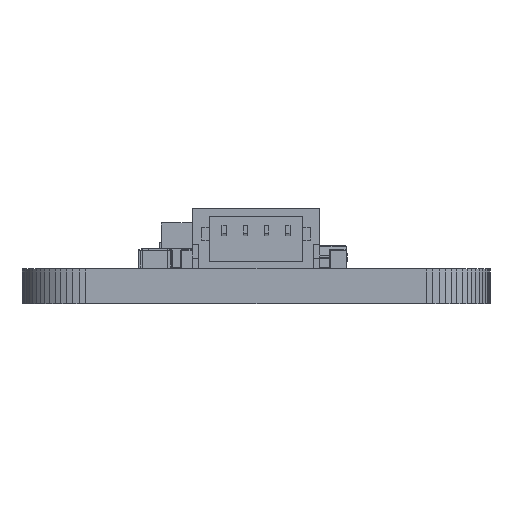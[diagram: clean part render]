
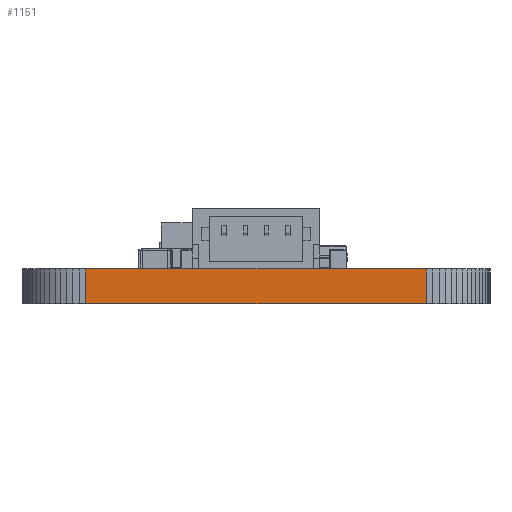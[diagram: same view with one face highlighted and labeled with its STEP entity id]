
A CAD part, left-side view. The second image highlights one B-rep face of the part: STEP entity #1151.
In plain terms, the highlighted planar face has unit normal (-1, 0, 0).
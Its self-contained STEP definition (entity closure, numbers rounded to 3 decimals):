
#1095 = VERTEX_POINT('',#1096);
#1096 = CARTESIAN_POINT('',(-6.,-3.,0.82));
#1102 = EDGE_CURVE('',#1103,#1095,#1105,.T.);
#1103 = VERTEX_POINT('',#1104);
#1104 = CARTESIAN_POINT('',(-6.,-3.,-0.82));
#1105 = LINE('',#1106,#1107);
#1106 = CARTESIAN_POINT('',(-6.,-3.,-0.82));
#1107 = VECTOR('',#1108,1.);
#1108 = DIRECTION('',(0.,0.,1.));
#1151 = ADVANCED_FACE('',(#1152),#1177,.F.);
#1152 = FACE_BOUND('',#1153,.F.);
#1153 = EDGE_LOOP('',(#1154,#1155,#1163,#1171));
#1154 = ORIENTED_EDGE('',*,*,#1102,.T.);
#1155 = ORIENTED_EDGE('',*,*,#1156,.T.);
#1156 = EDGE_CURVE('',#1095,#1157,#1159,.T.);
#1157 = VERTEX_POINT('',#1158);
#1158 = CARTESIAN_POINT('',(-6.,-19.,0.82));
#1159 = LINE('',#1160,#1161);
#1160 = CARTESIAN_POINT('',(-6.,-3.,0.82));
#1161 = VECTOR('',#1162,1.);
#1162 = DIRECTION('',(0.,-1.,0.));
#1163 = ORIENTED_EDGE('',*,*,#1164,.F.);
#1164 = EDGE_CURVE('',#1165,#1157,#1167,.T.);
#1165 = VERTEX_POINT('',#1166);
#1166 = CARTESIAN_POINT('',(-6.,-19.,-0.82));
#1167 = LINE('',#1168,#1169);
#1168 = CARTESIAN_POINT('',(-6.,-19.,-0.82));
#1169 = VECTOR('',#1170,1.);
#1170 = DIRECTION('',(0.,0.,1.));
#1171 = ORIENTED_EDGE('',*,*,#1172,.F.);
#1172 = EDGE_CURVE('',#1103,#1165,#1173,.T.);
#1173 = LINE('',#1174,#1175);
#1174 = CARTESIAN_POINT('',(-6.,-3.,-0.82));
#1175 = VECTOR('',#1176,1.);
#1176 = DIRECTION('',(0.,-1.,0.));
#1177 = PLANE('',#1178);
#1178 = AXIS2_PLACEMENT_3D('',#1179,#1180,#1181);
#1179 = CARTESIAN_POINT('',(-6.,-3.,-0.82));
#1180 = DIRECTION('',(1.,0.,0.));
#1181 = DIRECTION('',(0.,-1.,0.));
